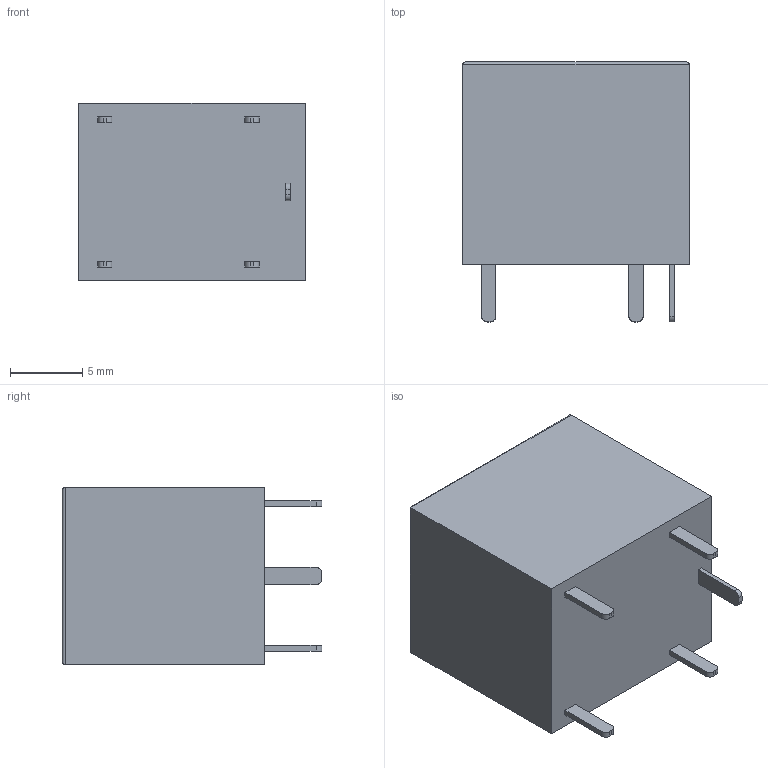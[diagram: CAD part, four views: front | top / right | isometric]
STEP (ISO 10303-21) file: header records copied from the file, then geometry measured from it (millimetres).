
FILE_DESCRIPTION (( 'STEP AP214' ), '1' );
FILE_NAME ('HJR-78F.STEP', '2022-06-05T15:30:26', ( '' ), ( '' ), 'SwSTEP 2.0', 'SolidWorks 2020', '' );
FILE_SCHEMA (( 'AUTOMOTIVE_DESIGN' ));
Length unit declared in the file: millimetre
Products named in the file (1): HJR-78F
Bounding box: 15.7 x 18 x 12.3 mm (x, y, z)
Volume: 2710.8 mm3; surface area: 1220.9 mm2
Topology: 1 solids, 1 shells, 112 faces, 727 edges, 689 vertices
Faces by surface type: plane 98, cylinder 14
Entity records: 12195 total; most frequent: CARTESIAN_POINT 5483, ORIENTED_EDGE 1454, EDGE_CURVE 727, DIRECTION 695, VERTEX_POINT 689, VECTOR 429, LINE 429, B_SPLINE_CURVE_WITH_KNOTS 274
